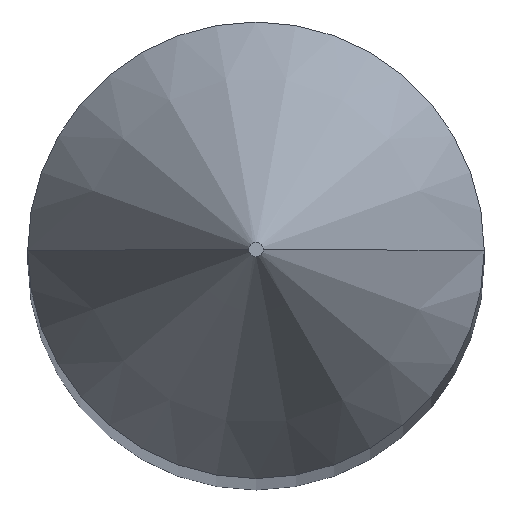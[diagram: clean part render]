
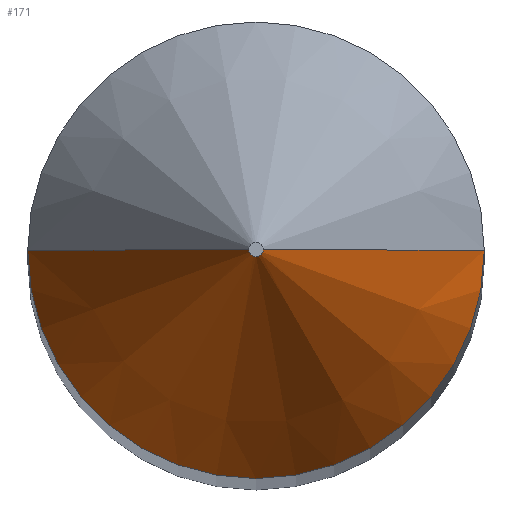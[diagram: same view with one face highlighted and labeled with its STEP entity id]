
A CAD part, top view. The second image highlights one B-rep face of the part: STEP entity #171.
In plain terms, the highlighted conical face has half-angle 30 degrees and reference radius 0.102 mm.
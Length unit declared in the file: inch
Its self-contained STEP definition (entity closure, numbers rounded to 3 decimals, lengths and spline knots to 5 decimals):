
#1 = DIRECTION ( 'NONE',  ( -0.5, 0., -0.866 ) ) ;
#13 = CARTESIAN_POINT ( 'NONE',  ( 0.004, 0., 4. ) ) ;
#19 = AXIS2_PLACEMENT_3D ( 'NONE', #232, #140, #42 ) ;
#27 = CIRCLE ( 'NONE', #98, 0.004 ) ;
#30 = VECTOR ( 'NONE', #1, 39.37008 ) ;
#32 = EDGE_CURVE ( 'NONE', #194, #89, #230, .T. ) ;
#33 = DIRECTION ( 'NONE',  ( 0., 0., -1. ) ) ;
#34 = ORIENTED_EDGE ( 'NONE', *, *, #92, .T. ) ;
#42 = DIRECTION ( 'NONE',  ( 1., 0., 0. ) ) ;
#44 = CARTESIAN_POINT ( 'NONE',  ( -0.125, 0., 3.79042 ) ) ;
#48 = ORIENTED_EDGE ( 'NONE', *, *, #244, .T. ) ;
#62 = CIRCLE ( 'NONE', #163, 0.125 ) ;
#66 = CONICAL_SURFACE ( 'NONE', #19, 0.004, 0.524 ) ;
#73 = DIRECTION ( 'NONE',  ( 0.5, 0., -0.866 ) ) ;
#83 = CARTESIAN_POINT ( 'NONE',  ( 0.004, 0., 4. ) ) ;
#89 = VERTEX_POINT ( 'NONE', #143 ) ;
#92 = EDGE_CURVE ( 'NONE', #248, #149, #101, .T. ) ;
#98 = AXIS2_PLACEMENT_3D ( 'NONE', #175, #33, #210 ) ;
#101 = LINE ( 'NONE', #216, #30 ) ;
#140 = DIRECTION ( 'NONE',  ( 0., 0., -1. ) ) ;
#143 = CARTESIAN_POINT ( 'NONE',  ( 0.125, 0., 3.79042 ) ) ;
#149 = VERTEX_POINT ( 'NONE', #44 ) ;
#154 = ORIENTED_EDGE ( 'NONE', *, *, #32, .F. ) ;
#155 = ORIENTED_EDGE ( 'NONE', *, *, #197, .F. ) ;
#160 = FACE_OUTER_BOUND ( 'NONE', #177, .T. ) ;
#162 = CARTESIAN_POINT ( 'NONE',  ( 0., 0., 3.79042 ) ) ;
#163 = AXIS2_PLACEMENT_3D ( 'NONE', #162, #236, #205 ) ;
#171 = ADVANCED_FACE ( 'NONE', ( #160 ), #66, .T. ) ;
#175 = CARTESIAN_POINT ( 'NONE',  ( 0., 0., 4. ) ) ;
#177 = EDGE_LOOP ( 'NONE', ( #48, #34, #155, #154 ) ) ;
#194 = VERTEX_POINT ( 'NONE', #83 ) ;
#197 = EDGE_CURVE ( 'NONE', #89, #149, #62, .T. ) ;
#203 = VECTOR ( 'NONE', #73, 39.37008 ) ;
#205 = DIRECTION ( 'NONE',  ( -1., 0., 0. ) ) ;
#209 = CARTESIAN_POINT ( 'NONE',  ( -0.004, 0., 4. ) ) ;
#210 = DIRECTION ( 'NONE',  ( -1., 0., 0. ) ) ;
#216 = CARTESIAN_POINT ( 'NONE',  ( -0.004, 0., 4. ) ) ;
#230 = LINE ( 'NONE', #13, #203 ) ;
#232 = CARTESIAN_POINT ( 'NONE',  ( 0., 0., 4. ) ) ;
#236 = DIRECTION ( 'NONE',  ( 0., 0., -1. ) ) ;
#244 = EDGE_CURVE ( 'NONE', #194, #248, #27, .T. ) ;
#248 = VERTEX_POINT ( 'NONE', #209 ) ;
